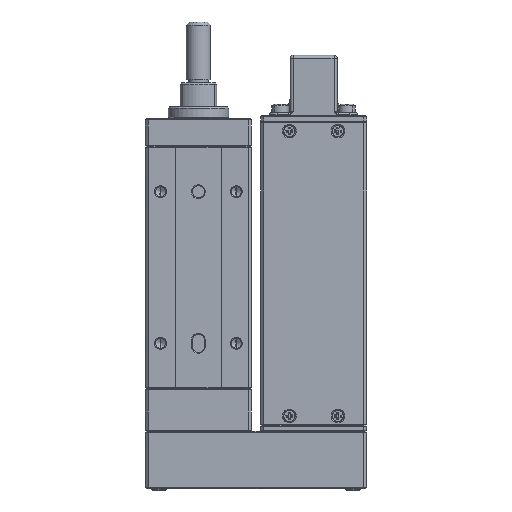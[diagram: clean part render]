
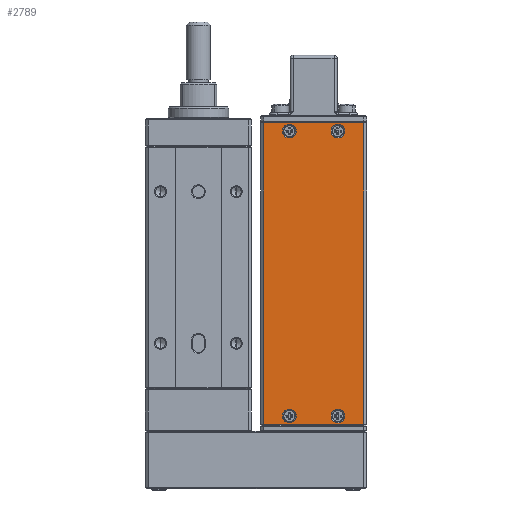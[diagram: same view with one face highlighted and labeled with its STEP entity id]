
A CAD part, front view. The second image highlights one B-rep face of the part: STEP entity #2789.
In plain terms, the highlighted planar face has unit normal (0, -1, 0).
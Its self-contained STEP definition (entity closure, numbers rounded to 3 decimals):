
#258 = VECTOR ( 'NONE', #29755, 1000. ) ;
#848 = ORIENTED_EDGE ( 'NONE', *, *, #42965, .F. ) ;
#1350 = DIRECTION ( 'NONE',  ( 0., 0., -1. ) ) ;
#1806 = CARTESIAN_POINT ( 'NONE',  ( 47., -17.5, 8. ) ) ;
#2511 = EDGE_CURVE ( 'NONE', #8228, #6365, #33535, .T. ) ;
#2607 = CIRCLE ( 'NONE', #30794, 2.25 ) ;
#2725 = EDGE_CURVE ( 'NONE', #16171, #46677, #35805, .T. ) ;
#2789 = ADVANCED_FACE ( 'NONE', ( #10888, #41351, #14921, #15173, #11629 ), #38346, .F. ) ;
#4203 = CARTESIAN_POINT ( 'NONE',  ( 50., -17.5, 16.5 ) ) ;
#4279 = CARTESIAN_POINT ( 'NONE',  ( 47., -17.5, 5.75 ) ) ;
#5409 = AXIS2_PLACEMENT_3D ( 'NONE', #1806, #40579, #40341 ) ;
#6365 = VERTEX_POINT ( 'NONE', #12141 ) ;
#6563 = EDGE_CURVE ( 'NONE', #34722, #47847, #8736, .T. ) ;
#7852 = CARTESIAN_POINT ( 'NONE',  ( 47., -17.5, 8. ) ) ;
#7966 = VECTOR ( 'NONE', #27884, 1000. ) ;
#8228 = VERTEX_POINT ( 'NONE', #46350 ) ;
#8540 = EDGE_LOOP ( 'NONE', ( #31160, #42431, #12897, #43406 ) ) ;
#8589 = CIRCLE ( 'NONE', #5409, 2.25 ) ;
#8736 = CIRCLE ( 'NONE', #25649, 2.25 ) ;
#9260 = AXIS2_PLACEMENT_3D ( 'NONE', #22726, #19210, #26258 ) ;
#9352 = DIRECTION ( 'NONE',  ( 0., -1., 0. ) ) ;
#9410 = CARTESIAN_POINT ( 'NONE',  ( -47., -17.5, -8. ) ) ;
#9510 = CARTESIAN_POINT ( 'NONE',  ( 47., -17.5, 10.25 ) ) ;
#10003 = CARTESIAN_POINT ( 'NONE',  ( 47., -17.5, -8. ) ) ;
#10697 = CARTESIAN_POINT ( 'NONE',  ( 47., -17.5, -10.25 ) ) ;
#10888 = FACE_BOUND ( 'NONE', #35712, .T. ) ;
#11126 = ORIENTED_EDGE ( 'NONE', *, *, #2725, .F. ) ;
#11629 = FACE_OUTER_BOUND ( 'NONE', #8540, .T. ) ;
#11817 = AXIS2_PLACEMENT_3D ( 'NONE', #42888, #23776, #1350 ) ;
#11870 = CARTESIAN_POINT ( 'NONE',  ( 49.7, -17.5, 16.5 ) ) ;
#12141 = CARTESIAN_POINT ( 'NONE',  ( -47., -17.5, 5.75 ) ) ;
#12286 = DIRECTION ( 'NONE',  ( 1., 0., 0. ) ) ;
#12794 = CIRCLE ( 'NONE', #19259, 2.25 ) ;
#12897 = ORIENTED_EDGE ( 'NONE', *, *, #37649, .T. ) ;
#12970 = EDGE_CURVE ( 'NONE', #46677, #16171, #8589, .T. ) ;
#13534 = DIRECTION ( 'NONE',  ( 0., -1., 0. ) ) ;
#13762 = VERTEX_POINT ( 'NONE', #28628 ) ;
#14082 = AXIS2_PLACEMENT_3D ( 'NONE', #7852, #38597, #45891 ) ;
#14586 = EDGE_CURVE ( 'NONE', #43799, #26953, #37047, .T. ) ;
#14921 = FACE_BOUND ( 'NONE', #15908, .T. ) ;
#15173 = FACE_BOUND ( 'NONE', #30269, .T. ) ;
#15908 = EDGE_LOOP ( 'NONE', ( #11126, #21158 ) ) ;
#16028 = ORIENTED_EDGE ( 'NONE', *, *, #6563, .F. ) ;
#16171 = VERTEX_POINT ( 'NONE', #4279 ) ;
#17221 = VERTEX_POINT ( 'NONE', #45408 ) ;
#18705 = CARTESIAN_POINT ( 'NONE',  ( 47., -17.5, -5.75 ) ) ;
#19210 = DIRECTION ( 'NONE',  ( 0., 1., 0. ) ) ;
#19259 = AXIS2_PLACEMENT_3D ( 'NONE', #37899, #22534, #26808 ) ;
#20492 = VECTOR ( 'NONE', #12286, 1000. ) ;
#20873 = DIRECTION ( 'NONE',  ( 0., 0., -1. ) ) ;
#21158 = ORIENTED_EDGE ( 'NONE', *, *, #12970, .F. ) ;
#21177 = ORIENTED_EDGE ( 'NONE', *, *, #46174, .F. ) ;
#22374 = EDGE_CURVE ( 'NONE', #30536, #43799, #39216, .T. ) ;
#22534 = DIRECTION ( 'NONE',  ( 0., -1., 0. ) ) ;
#22726 = CARTESIAN_POINT ( 'NONE',  ( 50., -17.5, 17.5 ) ) ;
#23093 = ORIENTED_EDGE ( 'NONE', *, *, #37377, .F. ) ;
#23776 = DIRECTION ( 'NONE',  ( 0., -1., 0. ) ) ;
#24793 = DIRECTION ( 'NONE',  ( 0., 0., -1. ) ) ;
#25310 = AXIS2_PLACEMENT_3D ( 'NONE', #44718, #33395, #29633 ) ;
#25649 = AXIS2_PLACEMENT_3D ( 'NONE', #44585, #9352, #32778 ) ;
#26258 = DIRECTION ( 'NONE',  ( 0., 0., 1. ) ) ;
#26383 = EDGE_LOOP ( 'NONE', ( #21177, #41034 ) ) ;
#26808 = DIRECTION ( 'NONE',  ( 0., 0., -1. ) ) ;
#26953 = VERTEX_POINT ( 'NONE', #48823 ) ;
#27374 = VERTEX_POINT ( 'NONE', #49261 ) ;
#27884 = DIRECTION ( 'NONE',  ( -1., 0., 0. ) ) ;
#28181 = LINE ( 'NONE', #43519, #20492 ) ;
#28628 = CARTESIAN_POINT ( 'NONE',  ( -47., -17.5, -5.75 ) ) ;
#29633 = DIRECTION ( 'NONE',  ( 0., 0., -1. ) ) ;
#29755 = DIRECTION ( 'NONE',  ( 0., 0., -1. ) ) ;
#30269 = EDGE_LOOP ( 'NONE', ( #16028, #848 ) ) ;
#30536 = VERTEX_POINT ( 'NONE', #11870 ) ;
#30794 = AXIS2_PLACEMENT_3D ( 'NONE', #9410, #43653, #24793 ) ;
#31160 = ORIENTED_EDGE ( 'NONE', *, *, #22374, .T. ) ;
#31919 = LINE ( 'NONE', #32165, #47407 ) ;
#32165 = CARTESIAN_POINT ( 'NONE',  ( 49.7, -17.5, 16.5 ) ) ;
#32778 = DIRECTION ( 'NONE',  ( 0., 0., -1. ) ) ;
#32785 = EDGE_CURVE ( 'NONE', #17221, #30536, #31919, .T. ) ;
#33395 = DIRECTION ( 'NONE',  ( 0., -1., 0. ) ) ;
#33535 = CIRCLE ( 'NONE', #11817, 2.25 ) ;
#33553 = ORIENTED_EDGE ( 'NONE', *, *, #36013, .F. ) ;
#34722 = VERTEX_POINT ( 'NONE', #10697 ) ;
#35712 = EDGE_LOOP ( 'NONE', ( #23093, #33553 ) ) ;
#35805 = CIRCLE ( 'NONE', #14082, 2.25 ) ;
#35930 = DIRECTION ( 'NONE',  ( 0., 0., 1. ) ) ;
#36013 = EDGE_CURVE ( 'NONE', #13762, #27374, #2607, .T. ) ;
#37047 = LINE ( 'NONE', #44834, #258 ) ;
#37377 = EDGE_CURVE ( 'NONE', #27374, #13762, #47003, .T. ) ;
#37649 = EDGE_CURVE ( 'NONE', #26953, #17221, #28181, .T. ) ;
#37899 = CARTESIAN_POINT ( 'NONE',  ( -47., -17.5, 8. ) ) ;
#38346 = PLANE ( 'NONE',  #9260 ) ;
#38597 = DIRECTION ( 'NONE',  ( 0., -1., 0. ) ) ;
#39216 = LINE ( 'NONE', #4203, #7966 ) ;
#40341 = DIRECTION ( 'NONE',  ( 0., 0., -1. ) ) ;
#40579 = DIRECTION ( 'NONE',  ( 0., -1., 0. ) ) ;
#41034 = ORIENTED_EDGE ( 'NONE', *, *, #2511, .F. ) ;
#41351 = FACE_BOUND ( 'NONE', #26383, .T. ) ;
#41752 = AXIS2_PLACEMENT_3D ( 'NONE', #10003, #13534, #20873 ) ;
#42431 = ORIENTED_EDGE ( 'NONE', *, *, #14586, .T. ) ;
#42541 = CIRCLE ( 'NONE', #41752, 2.25 ) ;
#42888 = CARTESIAN_POINT ( 'NONE',  ( -47., -17.5, 8. ) ) ;
#42965 = EDGE_CURVE ( 'NONE', #47847, #34722, #42541, .T. ) ;
#43406 = ORIENTED_EDGE ( 'NONE', *, *, #32785, .T. ) ;
#43519 = CARTESIAN_POINT ( 'NONE',  ( 50., -17.5, -16.5 ) ) ;
#43653 = DIRECTION ( 'NONE',  ( 0., -1., 0. ) ) ;
#43799 = VERTEX_POINT ( 'NONE', #49119 ) ;
#44585 = CARTESIAN_POINT ( 'NONE',  ( 47., -17.5, -8. ) ) ;
#44718 = CARTESIAN_POINT ( 'NONE',  ( -47., -17.5, -8. ) ) ;
#44834 = CARTESIAN_POINT ( 'NONE',  ( -49.7, -17.5, 17.5 ) ) ;
#45408 = CARTESIAN_POINT ( 'NONE',  ( 49.7, -17.5, -16.5 ) ) ;
#45891 = DIRECTION ( 'NONE',  ( 0., 0., -1. ) ) ;
#46174 = EDGE_CURVE ( 'NONE', #6365, #8228, #12794, .T. ) ;
#46350 = CARTESIAN_POINT ( 'NONE',  ( -47., -17.5, 10.25 ) ) ;
#46677 = VERTEX_POINT ( 'NONE', #9510 ) ;
#47003 = CIRCLE ( 'NONE', #25310, 2.25 ) ;
#47407 = VECTOR ( 'NONE', #35930, 1000. ) ;
#47847 = VERTEX_POINT ( 'NONE', #18705 ) ;
#48823 = CARTESIAN_POINT ( 'NONE',  ( -49.7, -17.5, -16.5 ) ) ;
#49119 = CARTESIAN_POINT ( 'NONE',  ( -49.7, -17.5, 16.5 ) ) ;
#49261 = CARTESIAN_POINT ( 'NONE',  ( -47., -17.5, -10.25 ) ) ;
